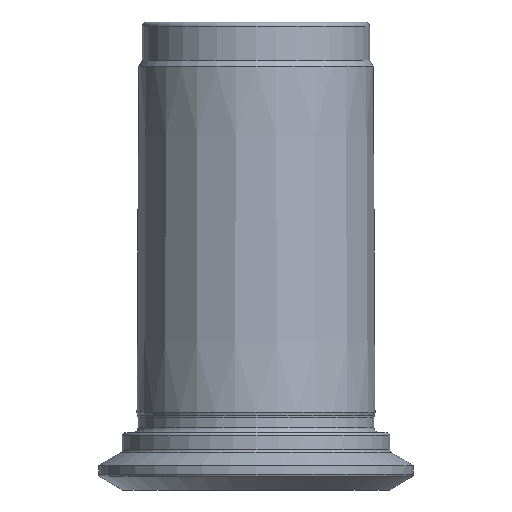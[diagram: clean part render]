
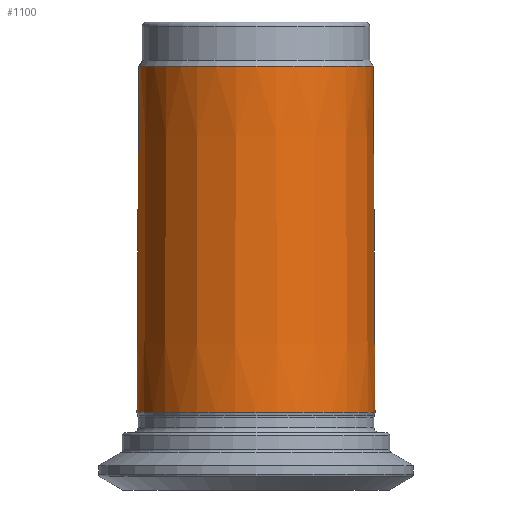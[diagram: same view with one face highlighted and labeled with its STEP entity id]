
A CAD part, front view. The second image highlights one B-rep face of the part: STEP entity #1100.
In plain terms, the highlighted conical face has half-angle 0.286 degrees and reference radius 12.466 mm.
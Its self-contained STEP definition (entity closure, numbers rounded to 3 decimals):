
#71=CONICAL_SURFACE('',#1194,12.467,0.005);
#154=ORIENTED_EDGE('',*,*,#248,.F.);
#155=ORIENTED_EDGE('',*,*,#249,.T.);
#248=EDGE_CURVE('',#322,#322,#388,.T.);
#249=EDGE_CURVE('',#323,#323,#389,.F.);
#322=VERTEX_POINT('',#1511);
#323=VERTEX_POINT('',#1514);
#388=CIRCLE('',#1143,12.28);
#389=CIRCLE('',#1145,12.461);
#500=EDGE_LOOP('',(#154));
#501=EDGE_LOOP('',(#155));
#610=FACE_BOUND('',#500,.T.);
#611=FACE_BOUND('',#501,.T.);
#1100=ADVANCED_FACE('',(#610,#611),#71,.T.);
#1143=AXIS2_PLACEMENT_3D('',#1510,#1269,#1270);
#1145=AXIS2_PLACEMENT_3D('',#1513,#1273,#1274);
#1194=AXIS2_PLACEMENT_3D('',#1586,#1371,#1372);
#1269=DIRECTION('',(0.,0.,1.));
#1270=DIRECTION('',(1.,0.,0.));
#1273=DIRECTION('',(0.,0.,-1.));
#1274=DIRECTION('',(-1.,0.,0.));
#1371=DIRECTION('',(0.,0.,-1.));
#1372=DIRECTION('',(-1.,0.,0.));
#1510=CARTESIAN_POINT('',(0.,0.,44.342));
#1511=CARTESIAN_POINT('',(12.28,0.,44.342));
#1513=CARTESIAN_POINT('',(0.,0.,8.12));
#1514=CARTESIAN_POINT('',(-12.461,0.,8.12));
#1586=CARTESIAN_POINT('',(0.,0.,7.));
